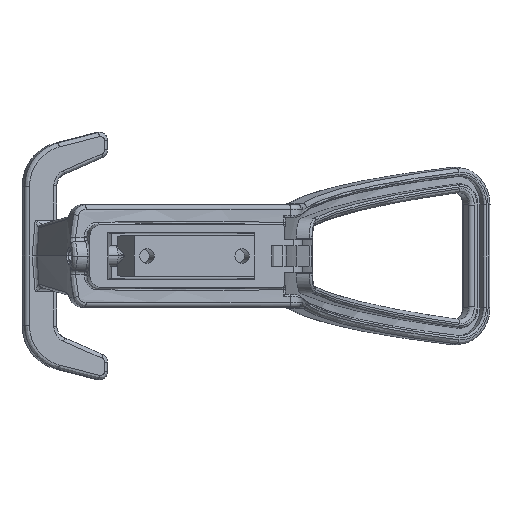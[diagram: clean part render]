
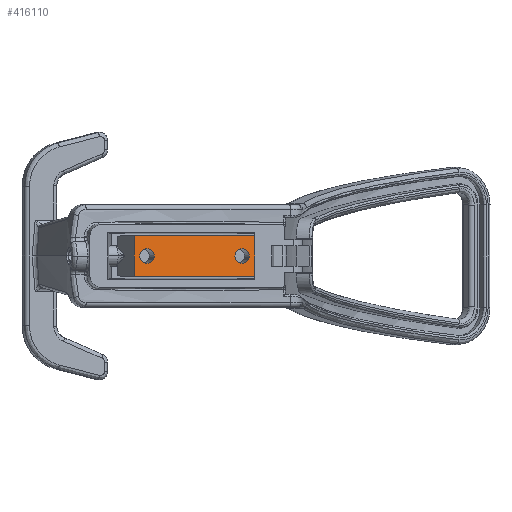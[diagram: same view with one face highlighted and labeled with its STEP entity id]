
A CAD part, front view. The second image highlights one B-rep face of the part: STEP entity #416110.
In plain terms, the highlighted face is planar.
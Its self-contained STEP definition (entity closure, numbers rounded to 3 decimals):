
#414330=CARTESIAN_POINT('',(229.497,200.086,
-43.268));
#414340=VERTEX_POINT('',#414330);
#414790=CARTESIAN_POINT('',(229.497,230.534,
-43.268));
#414800=VERTEX_POINT('',#414790);
#414830=CARTESIAN_POINT('',(229.497,237.534,
-43.268));
#414840=DIRECTION('',(0.,-1.,0.));
#414850=VECTOR('',#414840,1.);
#414860=LINE('',#414830,#414850);
#414870=EDGE_CURVE('',#414800,#414340,#414860,.T.);
#415010=CARTESIAN_POINT('',(239.497,230.534,
-43.268));
#415020=VERTEX_POINT('',#415010);
#415470=CARTESIAN_POINT('',(239.497,200.086,
-43.268));
#415480=VERTEX_POINT('',#415470);
#415510=CARTESIAN_POINT('',(239.497,237.534,
-43.268));
#415520=DIRECTION('',(0.,-1.,0.));
#415530=VECTOR('',#415520,1.);
#415540=LINE('',#415510,#415530);
#415550=EDGE_CURVE('',#415020,#415480,#415540,.T.);
#415600=CARTESIAN_POINT('',(229.497,218.81,
-43.268));
#415610=DIRECTION('',(0.,0.,1.));
#415620=DIRECTION('',(0.,1.,0.));
#415630=AXIS2_PLACEMENT_3D('',#415600,#415610,#415620);
#415640=PLANE('',#415630);
#415650=CARTESIAN_POINT('',(234.497,227.31,
-43.268));
#415660=DIRECTION('',(0.,0.,1.));
#415670=DIRECTION('',(1.,0.,0.));
#415680=AXIS2_PLACEMENT_3D('',#415650,#415660,#415670);
#415690=CIRCLE('',#415680,1.8);
#415700=CARTESIAN_POINT('',(236.297,227.31,
-43.268));
#415710=VERTEX_POINT('',#415700);
#415720=CARTESIAN_POINT('',(232.697,227.31,
-43.268));
#415730=VERTEX_POINT('',#415720);
#415740=EDGE_CURVE('',#415710,#415730,#415690,.T.);
#415750=ORIENTED_EDGE('',*,*,#415740,.F.);
#415760=EDGE_CURVE('',#415730,#415710,#415690,.T.);
#415770=ORIENTED_EDGE('',*,*,#415760,.F.);
#415780=EDGE_LOOP('',(#415770,#415750));
#415790=FACE_BOUND('',#415780,.T.);
#415800=CARTESIAN_POINT('',(234.497,203.31,
-43.268));
#415810=DIRECTION('',(0.,0.,-1.));
#415820=DIRECTION('',(-1.,0.,0.));
#415830=AXIS2_PLACEMENT_3D('',#415800,#415810,#415820);
#415840=CIRCLE('',#415830,1.8);
#415850=CARTESIAN_POINT('',(232.697,203.31,
-43.268));
#415860=VERTEX_POINT('',#415850);
#415870=CARTESIAN_POINT('',(236.297,203.31,
-43.268));
#415880=VERTEX_POINT('',#415870);
#415890=EDGE_CURVE('',#415860,#415880,#415840,.T.);
#415900=ORIENTED_EDGE('',*,*,#415890,.T.);
#415910=EDGE_CURVE('',#415880,#415860,#415840,.T.);
#415920=ORIENTED_EDGE('',*,*,#415910,.T.);
#415930=EDGE_LOOP('',(#415920,#415900));
#415940=FACE_BOUND('',#415930,.T.);
#415950=CARTESIAN_POINT('',(229.497,230.534,
-43.268));
#415960=DIRECTION('',(1.,0.,0.));
#415970=VECTOR('',#415960,1.);
#415980=LINE('',#415950,#415970);
#415990=EDGE_CURVE('',#414800,#415020,#415980,.T.);
#416000=ORIENTED_EDGE('',*,*,#415990,.F.);
#416010=ORIENTED_EDGE('',*,*,#415550,.F.);
#416020=CARTESIAN_POINT('',(229.497,200.086,
-43.268));
#416030=DIRECTION('',(1.,0.,0.));
#416040=VECTOR('',#416030,1.);
#416050=LINE('',#416020,#416040);
#416060=EDGE_CURVE('',#414340,#415480,#416050,.T.);
#416070=ORIENTED_EDGE('',*,*,#416060,.T.);
#416080=ORIENTED_EDGE('',*,*,#414870,.T.);
#416090=EDGE_LOOP('',(#416080,#416070,#416010,#416000));
#416100=FACE_OUTER_BOUND('',#416090,.T.);
#416110=ADVANCED_FACE('',(#415790,#415940,#416100),#415640,.T.);
